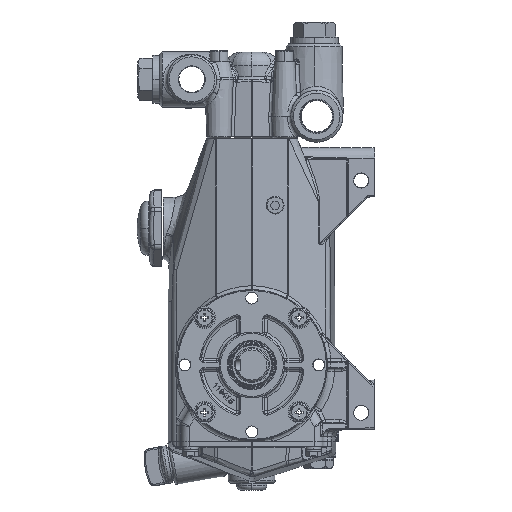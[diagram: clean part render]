
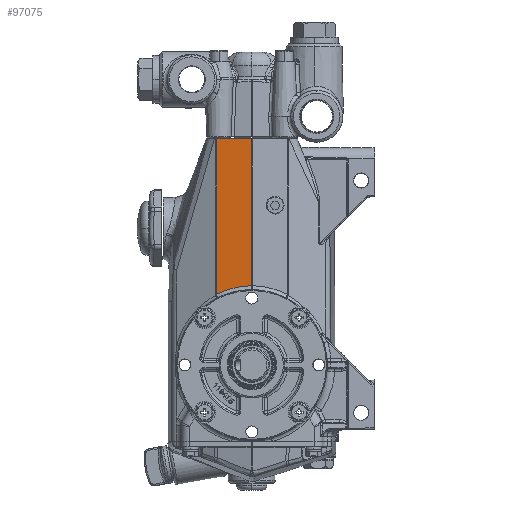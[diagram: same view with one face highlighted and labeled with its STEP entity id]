
A CAD part, left-side view. The second image highlights one B-rep face of the part: STEP entity #97075.
In plain terms, the highlighted planar face has unit normal (-0.993, 0.117, 0).
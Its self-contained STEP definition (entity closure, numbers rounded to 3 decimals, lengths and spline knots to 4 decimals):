
#7337 = DIRECTION ( 'NONE',  ( 0.993, -0.117, 0. ) ) ;
#9768 = CARTESIAN_POINT ( 'NONE',  ( -2.597, 1.0253, 2.0334 ) ) ;
#15082 = CARTESIAN_POINT ( 'NONE',  ( -2.597, 1.0253, 6.5354 ) ) ;
#18683 = EDGE_CURVE ( 'NONE', #90497, #106462, #60577, .T. ) ;
#25733 = ORIENTED_EDGE ( 'NONE', *, *, #91888, .T. ) ;
#34228 = VECTOR ( 'NONE', #106192, 39.3701 ) ;
#38079 = EDGE_CURVE ( 'NONE', #106462, #130794, #130620, .T. ) ;
#39725 = VERTEX_POINT ( 'NONE', #127946 ) ;
#40890 = PLANE ( 'NONE',  #52791 ) ;
#44019 = CARTESIAN_POINT ( 'NONE',  ( -2.7163, 0.0092, 2.2833 ) ) ;
#52791 = AXIS2_PLACEMENT_3D ( 'NONE', #82227, #7337, #82917 ) ;
#53129 = CARTESIAN_POINT ( 'NONE',  ( -2.6746, 0.3643, 2.2798 ) ) ;
#60577 =( BOUNDED_CURVE ( )  B_SPLINE_CURVE ( 3, ( #9768, #87405, #53129, #44019 ),
 .UNSPECIFIED., .F., .T. ) 
 B_SPLINE_CURVE_WITH_KNOTS ( ( 4, 4 ),
 ( 4.24, 4.7023 ),
 .UNSPECIFIED. ) 
 CURVE ( )  GEOMETRIC_REPRESENTATION_ITEM ( )  RATIONAL_B_SPLINE_CURVE ( ( 1., 0.982, 0.982, 1. ) ) 
 REPRESENTATION_ITEM ( '' )  );
#62741 = EDGE_LOOP ( 'NONE', ( #65545, #124597, #132008, #25733 ) ) ;
#62811 = CARTESIAN_POINT ( 'NONE',  ( -2.597, 1.0253, 6.5157 ) ) ;
#65545 = ORIENTED_EDGE ( 'NONE', *, *, #74553, .T. ) ;
#68974 = LINE ( 'NONE', #15082, #128089 ) ;
#74553 = EDGE_CURVE ( 'NONE', #39725, #90497, #68974, .T. ) ;
#82227 = CARTESIAN_POINT ( 'NONE',  ( -2.5956, 1.0366, 6.5354 ) ) ;
#82917 = DIRECTION ( 'NONE',  ( 0.117, 0.993, 0. ) ) ;
#87405 = CARTESIAN_POINT ( 'NONE',  ( -2.6341, 0.7091, 2.1949 ) ) ;
#89676 = VECTOR ( 'NONE', #129226, 39.3701 ) ;
#90497 = VERTEX_POINT ( 'NONE', #137524 ) ;
#91888 = EDGE_CURVE ( 'NONE', #130794, #39725, #125833, .T. ) ;
#95473 = FACE_OUTER_BOUND ( 'NONE', #62741, .T. ) ;
#97075 = ADVANCED_FACE ( 'NONE', ( #95473 ), #40890, .F. ) ;
#105448 = CARTESIAN_POINT ( 'NONE',  ( -2.7163, 0.0092, 6.5157 ) ) ;
#106192 = DIRECTION ( 'NONE',  ( 0.117, 0.993, 0. ) ) ;
#106462 = VERTEX_POINT ( 'NONE', #113956 ) ;
#111680 = DIRECTION ( 'NONE',  ( 0., 0., -1. ) ) ;
#113956 = CARTESIAN_POINT ( 'NONE',  ( -2.7163, 0.0092, 2.2833 ) ) ;
#124597 = ORIENTED_EDGE ( 'NONE', *, *, #18683, .T. ) ;
#125833 = LINE ( 'NONE', #62811, #34228 ) ;
#127946 = CARTESIAN_POINT ( 'NONE',  ( -2.597, 1.0253, 6.5157 ) ) ;
#128089 = VECTOR ( 'NONE', #111680, 39.3701 ) ;
#129226 = DIRECTION ( 'NONE',  ( 0., 0., 1. ) ) ;
#129917 = CARTESIAN_POINT ( 'NONE',  ( -2.7163, 0.0092, 6.5354 ) ) ;
#130620 = LINE ( 'NONE', #129917, #89676 ) ;
#130794 = VERTEX_POINT ( 'NONE', #105448 ) ;
#132008 = ORIENTED_EDGE ( 'NONE', *, *, #38079, .T. ) ;
#137524 = CARTESIAN_POINT ( 'NONE',  ( -2.597, 1.0253, 2.0334 ) ) ;
